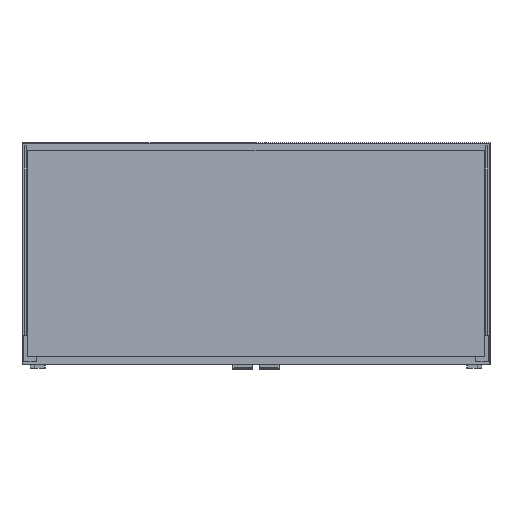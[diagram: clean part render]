
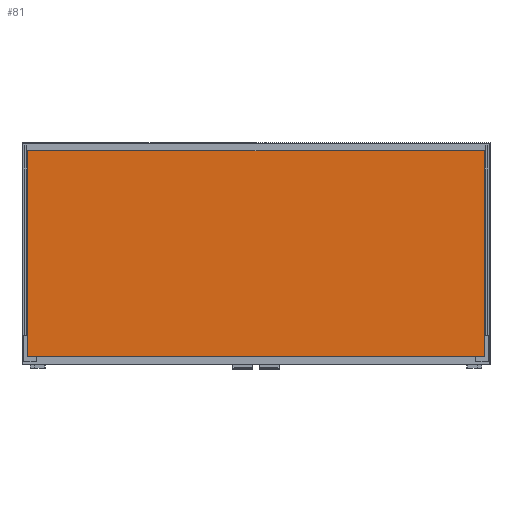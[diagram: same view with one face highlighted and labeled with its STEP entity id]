
A CAD part, front view. The second image highlights one B-rep face of the part: STEP entity #81.
In plain terms, the highlighted planar face has unit normal (0, -1, 0).
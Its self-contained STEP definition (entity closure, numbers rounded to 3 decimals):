
#81 = ADVANCED_FACE ( 'NONE', ( #6442 ), #1881, .F. ) ;
#982 = VECTOR ( 'NONE', #6163, 1000. ) ;
#1214 = LINE ( 'NONE', #6879, #982 ) ;
#1453 = VECTOR ( 'NONE', #6832, 1000. ) ;
#1677 = ORIENTED_EDGE ( 'NONE', *, *, #7030, .F. ) ;
#1721 = VERTEX_POINT ( 'NONE', #3016 ) ;
#1881 = PLANE ( 'NONE',  #8034 ) ;
#2413 = LINE ( 'NONE', #7998, #2642 ) ;
#2584 = DIRECTION ( 'NONE',  ( 0., 0., 1. ) ) ;
#2642 = VECTOR ( 'NONE', #6501, 1000. ) ;
#3016 = CARTESIAN_POINT ( 'NONE',  ( 715., 0., -323. ) ) ;
#3332 = DIRECTION ( 'NONE',  ( 1., 0., 0. ) ) ;
#3743 = EDGE_LOOP ( 'NONE', ( #8662, #8588, #5688, #1677 ) ) ;
#3848 = CARTESIAN_POINT ( 'NONE',  ( 715., 0., 323. ) ) ;
#4202 = LINE ( 'NONE', #7591, #1453 ) ;
#4255 = EDGE_CURVE ( 'NONE', #8068, #1721, #4202, .T. ) ;
#4779 = CARTESIAN_POINT ( 'NONE',  ( 0., 0., 0. ) ) ;
#4843 = EDGE_CURVE ( 'NONE', #6525, #5721, #1214, .T. ) ;
#5393 = CARTESIAN_POINT ( 'NONE',  ( -715., 0., -323. ) ) ;
#5688 = ORIENTED_EDGE ( 'NONE', *, *, #4843, .F. ) ;
#5721 = VERTEX_POINT ( 'NONE', #6676 ) ;
#6094 = LINE ( 'NONE', #7001, #8161 ) ;
#6163 = DIRECTION ( 'NONE',  ( 0., 0., 1. ) ) ;
#6442 = FACE_OUTER_BOUND ( 'NONE', #3743, .T. ) ;
#6501 = DIRECTION ( 'NONE',  ( -1., 0., 0. ) ) ;
#6525 = VERTEX_POINT ( 'NONE', #5393 ) ;
#6676 = CARTESIAN_POINT ( 'NONE',  ( -715., 0., 323. ) ) ;
#6831 = EDGE_CURVE ( 'NONE', #5721, #8068, #6094, .T. ) ;
#6832 = DIRECTION ( 'NONE',  ( 0., 0., -1. ) ) ;
#6879 = CARTESIAN_POINT ( 'NONE',  ( -715., 0., -323. ) ) ;
#6906 = DIRECTION ( 'NONE',  ( 0., 1., 0. ) ) ;
#7001 = CARTESIAN_POINT ( 'NONE',  ( -715., 0., 323. ) ) ;
#7030 = EDGE_CURVE ( 'NONE', #1721, #6525, #2413, .T. ) ;
#7591 = CARTESIAN_POINT ( 'NONE',  ( 715., 0., -323. ) ) ;
#7998 = CARTESIAN_POINT ( 'NONE',  ( -715., 0., -323. ) ) ;
#8034 = AXIS2_PLACEMENT_3D ( 'NONE', #4779, #6906, #2584 ) ;
#8068 = VERTEX_POINT ( 'NONE', #3848 ) ;
#8161 = VECTOR ( 'NONE', #3332, 1000. ) ;
#8588 = ORIENTED_EDGE ( 'NONE', *, *, #6831, .F. ) ;
#8662 = ORIENTED_EDGE ( 'NONE', *, *, #4255, .F. ) ;
